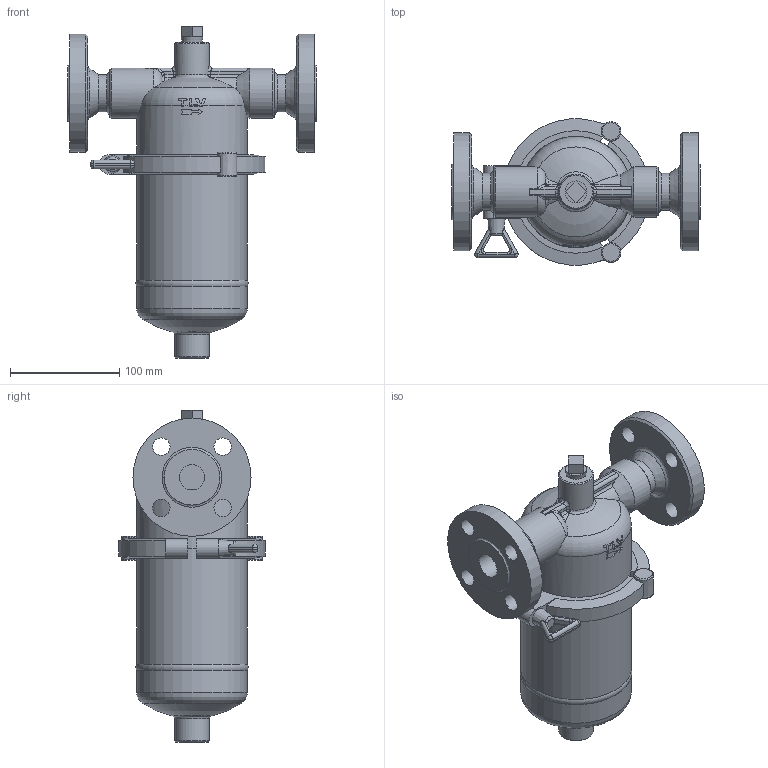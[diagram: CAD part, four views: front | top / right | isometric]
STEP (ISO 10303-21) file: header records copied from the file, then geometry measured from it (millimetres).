
FILE_DESCRIPTION((''),'2;1');
FILE_NAME('sf100-025-a0150-00.stp','2010-07-16T15:57:33',('nakaot'),(''),'Autodesk Inventor 2008','Autodesk Inventor 2008','');
FILE_SCHEMA(('AUTOMOTIVE_DESIGN { 1 0 10303 214 1 1 1 1 }'));
Length unit declared in the file: millimetre
Products named in the file (1): sf100-025-a0150-00
Bounding box: 227 x 133.63 x 303.5 mm (x, y, z)
Volume: 2334021.5 mm3; surface area: 185329.7 mm2
Topology: 2 solids, 2 shells, 248 faces, 604 edges, 373 vertices
Faces by surface type: plane 81, cylinder 72, bspline 55, cone 17, torus 16, sphere 7
Full cylindrical faces by diameter (mm): 16 x4, 18 x1, 23 x1, 32 x2, 34 x1, 46 x2, 90 x1, 101 x3, 108 x1
Entity records: 9453 total; most frequent: CARTESIAN_POINT 4187, ORIENTED_EDGE 1064, DIRECTION 1031, EDGE_CURVE 532, AXIS2_PLACEMENT_3D 433, VERTEX_POINT 357, EDGE_LOOP 335, FACE_OUTER_BOUND 248
